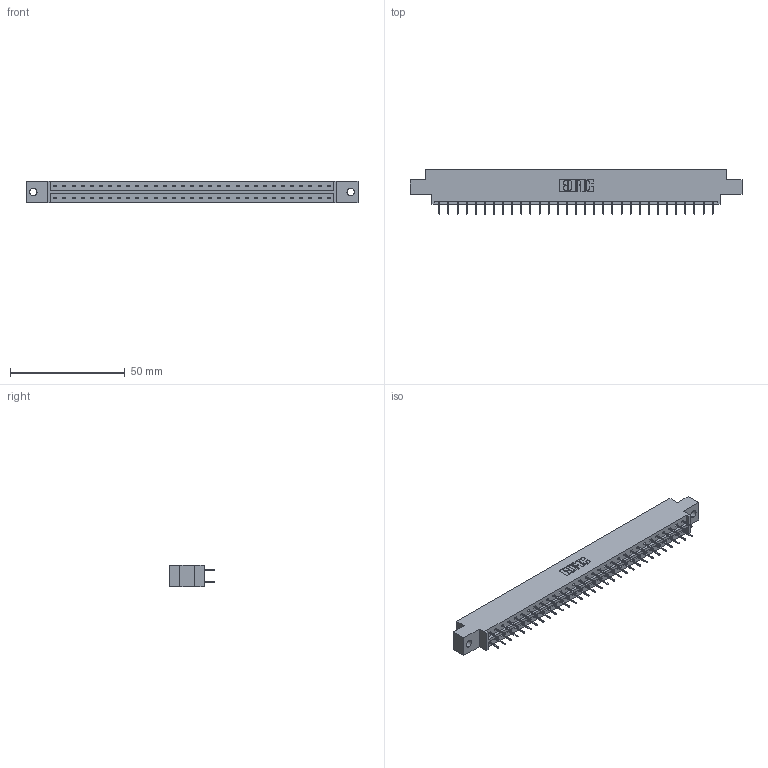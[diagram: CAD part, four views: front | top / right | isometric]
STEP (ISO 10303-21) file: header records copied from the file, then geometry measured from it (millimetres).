
FILE_DESCRIPTION (( 'STEP AP203' ), '1' );
FILE_NAME ('333-062-524-802.STEP', '2018-08-04T08:24:08', ( '' ), ( '' ), 'SwSTEP 2.0', 'SolidWorks 2016', '' );
FILE_SCHEMA (( 'CONFIG_CONTROL_DESIGN' ));
Length unit declared in the file: inch
Products named in the file (3): 333 Part_Offset - .128 Dia; 345-292-001_345-293-124; 333-062-524-802
Assembly tree (63 placements, depth 2):
  333-062-524-802
    333 Part_Offset - .128 Dia
    345-292-001_345-293-124  x62
Bounding box: 144.37 x 19.69 x 9.4 mm (x, y, z)
Volume: 14278.5 mm3; surface area: 16428.5 mm2
Topology: 63 solids, 63 shells, 3590 faces, 10181 edges, 6538 vertices
Faces by surface type: plane 2678, cylinder 912
Entity records: 21575 total; most frequent: CARTESIAN_POINT 3590, ORIENTED_EDGE 3526, DIRECTION 3087, EDGE_CURVE 1763, VECTOR 1639, LINE 1639, VERTEX_POINT 1170, AXIS2_PLACEMENT_3D 724
